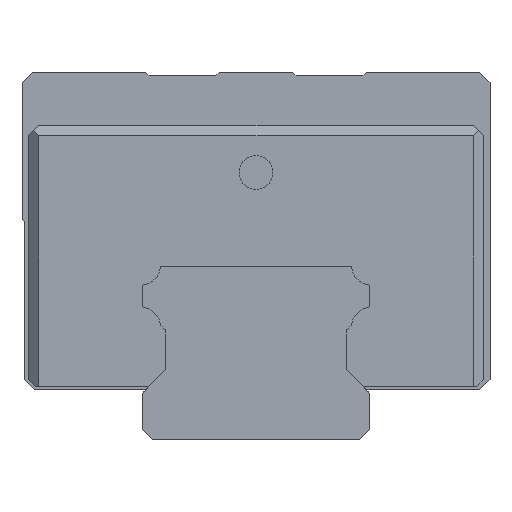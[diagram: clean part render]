
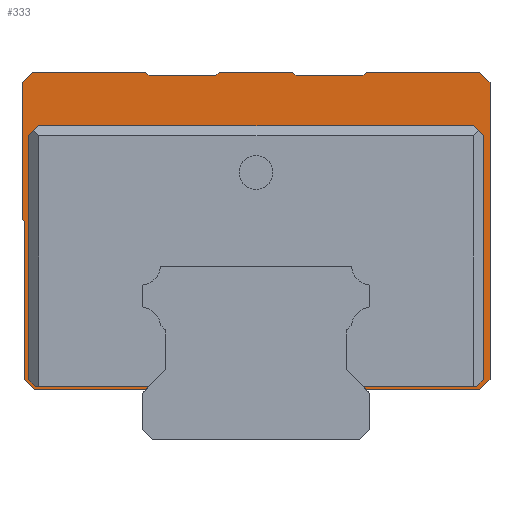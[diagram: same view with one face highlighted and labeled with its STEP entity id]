
A CAD part, left-side view. The second image highlights one B-rep face of the part: STEP entity #333.
In plain terms, the highlighted planar face has unit normal (-1, 0, 0).
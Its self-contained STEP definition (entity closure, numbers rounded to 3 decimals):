
#196=FACE_OUTER_BOUND('',#1181,.T.);
#333=ADVANCED_FACE('',(#196),#461,.T.);
#461=PLANE('',#3088);
#685=LINE('',#4379,#881);
#717=LINE('',#4443,#913);
#718=LINE('',#4445,#914);
#719=LINE('',#4447,#915);
#720=LINE('',#4449,#916);
#721=LINE('',#4451,#917);
#722=LINE('',#4453,#918);
#723=LINE('',#4455,#919);
#724=LINE('',#4457,#920);
#725=LINE('',#4459,#921);
#726=LINE('',#4461,#922);
#727=LINE('',#4463,#923);
#728=LINE('',#4465,#924);
#729=LINE('',#4467,#925);
#730=LINE('',#4469,#926);
#731=LINE('',#4471,#927);
#732=LINE('',#4473,#928);
#733=LINE('',#4475,#929);
#734=LINE('',#4477,#930);
#735=LINE('',#4479,#931);
#736=LINE('',#4481,#932);
#737=LINE('',#4483,#933);
#738=LINE('',#4485,#934);
#739=LINE('',#4487,#935);
#740=LINE('',#4489,#936);
#741=LINE('',#4491,#937);
#742=LINE('',#4493,#938);
#743=LINE('',#4495,#939);
#744=LINE('',#4497,#940);
#745=LINE('',#4499,#941);
#881=VECTOR('',#3482,1.);
#913=VECTOR('',#3518,1.);
#914=VECTOR('',#3519,1.);
#915=VECTOR('',#3520,1.);
#916=VECTOR('',#3521,1.);
#917=VECTOR('',#3522,1.);
#918=VECTOR('',#3523,1.);
#919=VECTOR('',#3524,1.);
#920=VECTOR('',#3525,1.);
#921=VECTOR('',#3526,1.);
#922=VECTOR('',#3527,1.);
#923=VECTOR('',#3528,1.);
#924=VECTOR('',#3529,1.);
#925=VECTOR('',#3530,1.);
#926=VECTOR('',#3531,1.);
#927=VECTOR('',#3532,1.);
#928=VECTOR('',#3533,1.);
#929=VECTOR('',#3534,1.);
#930=VECTOR('',#3535,1.);
#931=VECTOR('',#3536,1.);
#932=VECTOR('',#3537,1.);
#933=VECTOR('',#3538,1.);
#934=VECTOR('',#3539,1.);
#935=VECTOR('',#3540,1.);
#936=VECTOR('',#3541,1.);
#937=VECTOR('',#3542,1.);
#938=VECTOR('',#3543,1.);
#939=VECTOR('',#3544,1.);
#940=VECTOR('',#3545,1.);
#941=VECTOR('',#3546,1.);
#1181=EDGE_LOOP('',(#1571,#1572,#1573,#1574,#1575,#1576,#1577,#1578,#1579,
#1580,#1581,#1582,#1583,#1584,#1585,#1586,#1587,#1588,#1589,#1590,#1591,
#1592,#1593,#1594,#1595,#1596,#1597,#1598,#1599,#1600));
#1571=ORIENTED_EDGE('',*,*,#2574,.T.);
#1572=ORIENTED_EDGE('',*,*,#2606,.T.);
#1573=ORIENTED_EDGE('',*,*,#2607,.T.);
#1574=ORIENTED_EDGE('',*,*,#2608,.T.);
#1575=ORIENTED_EDGE('',*,*,#2609,.T.);
#1576=ORIENTED_EDGE('',*,*,#2610,.T.);
#1577=ORIENTED_EDGE('',*,*,#2611,.T.);
#1578=ORIENTED_EDGE('',*,*,#2612,.T.);
#1579=ORIENTED_EDGE('',*,*,#2613,.T.);
#1580=ORIENTED_EDGE('',*,*,#2614,.T.);
#1581=ORIENTED_EDGE('',*,*,#2615,.T.);
#1582=ORIENTED_EDGE('',*,*,#2616,.T.);
#1583=ORIENTED_EDGE('',*,*,#2617,.T.);
#1584=ORIENTED_EDGE('',*,*,#2618,.T.);
#1585=ORIENTED_EDGE('',*,*,#2619,.T.);
#1586=ORIENTED_EDGE('',*,*,#2620,.T.);
#1587=ORIENTED_EDGE('',*,*,#2621,.T.);
#1588=ORIENTED_EDGE('',*,*,#2622,.T.);
#1589=ORIENTED_EDGE('',*,*,#2623,.T.);
#1590=ORIENTED_EDGE('',*,*,#2624,.T.);
#1591=ORIENTED_EDGE('',*,*,#2625,.T.);
#1592=ORIENTED_EDGE('',*,*,#2626,.T.);
#1593=ORIENTED_EDGE('',*,*,#2627,.T.);
#1594=ORIENTED_EDGE('',*,*,#2628,.T.);
#1595=ORIENTED_EDGE('',*,*,#2629,.T.);
#1596=ORIENTED_EDGE('',*,*,#2630,.T.);
#1597=ORIENTED_EDGE('',*,*,#2631,.T.);
#1598=ORIENTED_EDGE('',*,*,#2632,.T.);
#1599=ORIENTED_EDGE('',*,*,#2633,.T.);
#1600=ORIENTED_EDGE('',*,*,#2634,.T.);
#2238=VERTEX_POINT('',#4378);
#2239=VERTEX_POINT('',#4380);
#2269=VERTEX_POINT('',#4444);
#2270=VERTEX_POINT('',#4446);
#2271=VERTEX_POINT('',#4448);
#2272=VERTEX_POINT('',#4450);
#2273=VERTEX_POINT('',#4452);
#2274=VERTEX_POINT('',#4454);
#2275=VERTEX_POINT('',#4456);
#2276=VERTEX_POINT('',#4458);
#2277=VERTEX_POINT('',#4460);
#2278=VERTEX_POINT('',#4462);
#2279=VERTEX_POINT('',#4464);
#2280=VERTEX_POINT('',#4466);
#2281=VERTEX_POINT('',#4468);
#2282=VERTEX_POINT('',#4470);
#2283=VERTEX_POINT('',#4472);
#2284=VERTEX_POINT('',#4474);
#2285=VERTEX_POINT('',#4476);
#2286=VERTEX_POINT('',#4478);
#2287=VERTEX_POINT('',#4480);
#2288=VERTEX_POINT('',#4482);
#2289=VERTEX_POINT('',#4484);
#2290=VERTEX_POINT('',#4486);
#2291=VERTEX_POINT('',#4488);
#2292=VERTEX_POINT('',#4490);
#2293=VERTEX_POINT('',#4492);
#2294=VERTEX_POINT('',#4494);
#2295=VERTEX_POINT('',#4496);
#2296=VERTEX_POINT('',#4498);
#2574=EDGE_CURVE('',#2239,#2238,#685,.T.);
#2606=EDGE_CURVE('',#2238,#2269,#717,.T.);
#2607=EDGE_CURVE('',#2269,#2270,#718,.T.);
#2608=EDGE_CURVE('',#2270,#2271,#719,.T.);
#2609=EDGE_CURVE('',#2271,#2272,#720,.T.);
#2610=EDGE_CURVE('',#2272,#2273,#721,.T.);
#2611=EDGE_CURVE('',#2273,#2274,#722,.T.);
#2612=EDGE_CURVE('',#2274,#2275,#723,.T.);
#2613=EDGE_CURVE('',#2275,#2276,#724,.T.);
#2614=EDGE_CURVE('',#2276,#2277,#725,.T.);
#2615=EDGE_CURVE('',#2277,#2278,#726,.T.);
#2616=EDGE_CURVE('',#2278,#2279,#727,.T.);
#2617=EDGE_CURVE('',#2279,#2280,#728,.T.);
#2618=EDGE_CURVE('',#2280,#2281,#729,.T.);
#2619=EDGE_CURVE('',#2281,#2282,#730,.T.);
#2620=EDGE_CURVE('',#2282,#2283,#731,.T.);
#2621=EDGE_CURVE('',#2283,#2284,#732,.T.);
#2622=EDGE_CURVE('',#2284,#2285,#733,.T.);
#2623=EDGE_CURVE('',#2285,#2286,#734,.T.);
#2624=EDGE_CURVE('',#2286,#2287,#735,.T.);
#2625=EDGE_CURVE('',#2287,#2288,#736,.T.);
#2626=EDGE_CURVE('',#2288,#2289,#737,.T.);
#2627=EDGE_CURVE('',#2289,#2290,#738,.T.);
#2628=EDGE_CURVE('',#2290,#2291,#739,.T.);
#2629=EDGE_CURVE('',#2291,#2292,#740,.T.);
#2630=EDGE_CURVE('',#2292,#2293,#741,.T.);
#2631=EDGE_CURVE('',#2293,#2294,#742,.T.);
#2632=EDGE_CURVE('',#2294,#2295,#743,.T.);
#2633=EDGE_CURVE('',#2295,#2296,#744,.T.);
#2634=EDGE_CURVE('',#2296,#2239,#745,.T.);
#3088=AXIS2_PLACEMENT_3D('',#4500,#3547,#3548);
#3482=DIRECTION('',(0.,1.,0.));
#3518=DIRECTION('',(0.,0.707,-0.707));
#3519=DIRECTION('',(0.,0.,-1.));
#3520=DIRECTION('',(0.,-0.707,-0.707));
#3521=DIRECTION('',(0.,0.,-1.));
#3522=DIRECTION('',(0.,-0.707,-0.707));
#3523=DIRECTION('',(0.,-1.,0.));
#3524=DIRECTION('',(0.,-0.707,0.707));
#3525=DIRECTION('',(0.,1.,0.));
#3526=DIRECTION('',(0.,0.707,0.707));
#3527=DIRECTION('',(0.,0.,1.));
#3528=DIRECTION('',(0.,-0.707,0.707));
#3529=DIRECTION('',(0.,-1.,0.));
#3530=DIRECTION('',(0.,-0.707,-0.707));
#3531=DIRECTION('',(0.,0.,-1.));
#3532=DIRECTION('',(0.,0.707,-0.707));
#3533=DIRECTION('',(0.,1.,0.));
#3534=DIRECTION('',(0.,-0.707,-0.707));
#3535=DIRECTION('',(0.,-1.,0.));
#3536=DIRECTION('',(0.,-0.707,0.707));
#3537=DIRECTION('',(0.,0.,1.));
#3538=DIRECTION('',(0.,0.707,0.707));
#3539=DIRECTION('',(0.,1.,0.));
#3540=DIRECTION('',(0.,0.707,-0.707));
#3541=DIRECTION('',(0.,1.,0.));
#3542=DIRECTION('',(0.,0.707,0.707));
#3543=DIRECTION('',(0.,1.,0.));
#3544=DIRECTION('',(0.,0.707,-0.707));
#3545=DIRECTION('',(0.,1.,0.));
#3546=DIRECTION('',(0.,0.707,0.707));
#3547=DIRECTION('',(-1.,0.,0.));
#3548=DIRECTION('',(0.,0.,1.));
#4378=CARTESIAN_POINT('',(214.689,-670.037,55.));
#4379=CARTESIAN_POINT('',(214.689,-687.037,55.));
#4380=CARTESIAN_POINT('',(214.689,-687.037,55.));
#4443=CARTESIAN_POINT('',(214.689,-657.325,42.288));
#4444=CARTESIAN_POINT('',(214.689,-668.537,53.5));
#4445=CARTESIAN_POINT('',(214.689,-668.537,14.027));
#4446=CARTESIAN_POINT('',(214.689,-668.537,33.));
#4447=CARTESIAN_POINT('',(214.689,-686.549,14.988));
#4448=CARTESIAN_POINT('',(214.689,-668.837,32.7));
#4449=CARTESIAN_POINT('',(214.689,-668.837,32.7));
#4450=CARTESIAN_POINT('',(214.689,-668.837,9.));
#4451=CARTESIAN_POINT('',(214.689,-668.837,9.));
#4452=CARTESIAN_POINT('',(214.689,-670.337,7.5));
#4453=CARTESIAN_POINT('',(214.689,-724.138,7.5));
#4454=CARTESIAN_POINT('',(214.689,-687.037,7.5));
#4455=CARTESIAN_POINT('',(214.689,-689.575,10.038));
#4456=CARTESIAN_POINT('',(214.689,-687.537,8.));
#4457=CARTESIAN_POINT('',(214.689,-736.537,8.));
#4458=CARTESIAN_POINT('',(214.689,-670.537,8.));
#4459=CARTESIAN_POINT('',(214.689,-670.537,8.));
#4460=CARTESIAN_POINT('',(214.689,-669.537,9.));
#4461=CARTESIAN_POINT('',(214.689,-669.537,9.));
#4462=CARTESIAN_POINT('',(214.689,-669.537,45.5));
#4463=CARTESIAN_POINT('',(214.689,-669.537,45.5));
#4464=CARTESIAN_POINT('',(214.689,-671.037,47.));
#4465=CARTESIAN_POINT('',(214.689,-671.037,47.));
#4466=CARTESIAN_POINT('',(214.689,-736.037,47.));
#4467=CARTESIAN_POINT('',(214.689,-736.037,47.));
#4468=CARTESIAN_POINT('',(214.689,-737.537,45.5));
#4469=CARTESIAN_POINT('',(214.689,-737.537,45.5));
#4470=CARTESIAN_POINT('',(214.689,-737.537,9.));
#4471=CARTESIAN_POINT('',(214.689,-737.537,9.));
#4472=CARTESIAN_POINT('',(214.689,-736.537,8.));
#4473=CARTESIAN_POINT('',(214.689,-736.537,8.));
#4474=CARTESIAN_POINT('',(214.689,-719.537,8.));
#4475=CARTESIAN_POINT('',(214.689,-699.549,27.988));
#4476=CARTESIAN_POINT('',(214.689,-720.037,7.5));
#4477=CARTESIAN_POINT('',(214.689,-724.138,7.5));
#4478=CARTESIAN_POINT('',(214.689,-737.037,7.5));
#4479=CARTESIAN_POINT('',(214.689,-737.037,7.5));
#4480=CARTESIAN_POINT('',(214.689,-738.537,9.));
#4481=CARTESIAN_POINT('',(214.689,-738.537,9.));
#4482=CARTESIAN_POINT('',(214.689,-738.537,53.5));
#4483=CARTESIAN_POINT('',(214.689,-738.537,53.5));
#4484=CARTESIAN_POINT('',(214.689,-737.037,55.));
#4485=CARTESIAN_POINT('',(214.689,-736.737,55.));
#4486=CARTESIAN_POINT('',(214.689,-720.037,55.));
#4487=CARTESIAN_POINT('',(214.689,-720.037,55.));
#4488=CARTESIAN_POINT('',(214.689,-719.537,54.5));
#4489=CARTESIAN_POINT('',(214.689,-719.537,54.5));
#4490=CARTESIAN_POINT('',(214.689,-709.537,54.5));
#4491=CARTESIAN_POINT('',(214.689,-709.537,54.5));
#4492=CARTESIAN_POINT('',(214.689,-709.037,55.));
#4493=CARTESIAN_POINT('',(214.689,-709.037,55.));
#4494=CARTESIAN_POINT('',(214.689,-698.037,55.));
#4495=CARTESIAN_POINT('',(214.689,-698.037,55.));
#4496=CARTESIAN_POINT('',(214.689,-697.537,54.5));
#4497=CARTESIAN_POINT('',(214.689,-697.537,54.5));
#4498=CARTESIAN_POINT('',(214.689,-687.537,54.5));
#4499=CARTESIAN_POINT('',(214.689,-687.537,54.5));
#4500=CARTESIAN_POINT('',(214.689,-685.587,14.027));
